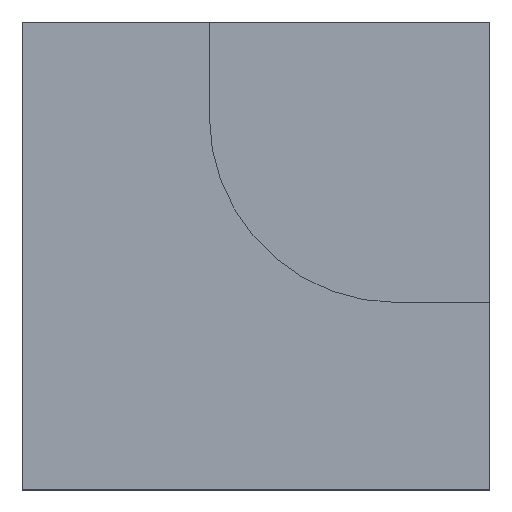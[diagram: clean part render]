
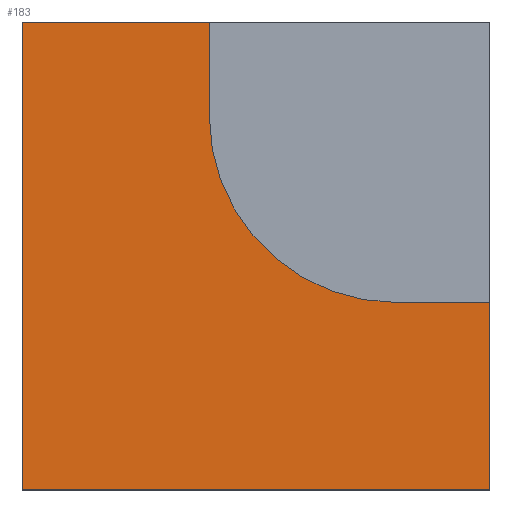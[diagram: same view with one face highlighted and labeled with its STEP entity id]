
A CAD part, top view. The second image highlights one B-rep face of the part: STEP entity #183.
In plain terms, the highlighted planar face has unit normal (0, 0, 1).
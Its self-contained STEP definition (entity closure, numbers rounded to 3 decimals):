
#18=PLANE('',#209);
#28=FACE_OUTER_BOUND('',#38,.T.);
#38=EDGE_LOOP('',(#147,#148,#149,#150,#151,#152,#153));
#50=LINE('',#283,#72);
#53=LINE('',#288,#75);
#54=LINE('',#291,#76);
#55=LINE('',#293,#77);
#56=LINE('',#295,#78);
#57=LINE('',#296,#79);
#72=VECTOR('',#233,10.);
#75=VECTOR('',#238,10.);
#76=VECTOR('',#241,10.);
#77=VECTOR('',#242,10.);
#78=VECTOR('',#243,10.);
#79=VECTOR('',#244,10.);
#89=CIRCLE('',#205,20.);
#92=VERTEX_POINT('',#268);
#93=VERTEX_POINT('',#270);
#97=VERTEX_POINT('',#282);
#98=VERTEX_POINT('',#286);
#99=VERTEX_POINT('',#290);
#100=VERTEX_POINT('',#292);
#101=VERTEX_POINT('',#294);
#108=EDGE_CURVE('',#92,#93,#89,.T.);
#114=EDGE_CURVE('',#97,#93,#50,.T.);
#117=EDGE_CURVE('',#92,#98,#53,.T.);
#118=EDGE_CURVE('',#98,#99,#54,.T.);
#119=EDGE_CURVE('',#99,#100,#55,.T.);
#120=EDGE_CURVE('',#100,#101,#56,.T.);
#121=EDGE_CURVE('',#101,#97,#57,.T.);
#147=ORIENTED_EDGE('',*,*,#114,.T.);
#148=ORIENTED_EDGE('',*,*,#108,.F.);
#149=ORIENTED_EDGE('',*,*,#117,.T.);
#150=ORIENTED_EDGE('',*,*,#118,.T.);
#151=ORIENTED_EDGE('',*,*,#119,.T.);
#152=ORIENTED_EDGE('',*,*,#120,.T.);
#153=ORIENTED_EDGE('',*,*,#121,.T.);
#183=ADVANCED_FACE('',(#28),#18,.T.);
#205=AXIS2_PLACEMENT_3D('',#271,#222,#223);
#209=AXIS2_PLACEMENT_3D('',#289,#239,#240);
#222=DIRECTION('center_axis',(0.,0.,1.));
#223=DIRECTION('ref_axis',(-0.707,-0.707,0.));
#233=DIRECTION('',(-1.,0.,0.));
#238=DIRECTION('',(0.,1.,0.));
#239=DIRECTION('center_axis',(0.,0.,1.));
#240=DIRECTION('ref_axis',(1.,0.,0.));
#241=DIRECTION('',(-1.,0.,0.));
#242=DIRECTION('',(0.,-1.,0.));
#243=DIRECTION('',(1.,0.,0.));
#244=DIRECTION('',(0.,1.,0.));
#268=CARTESIAN_POINT('',(20.,40.,30.));
#270=CARTESIAN_POINT('',(40.,20.,30.));
#271=CARTESIAN_POINT('Origin',(40.,40.,30.));
#282=CARTESIAN_POINT('',(50.,20.,30.));
#283=CARTESIAN_POINT('',(37.5,20.,30.));
#286=CARTESIAN_POINT('',(20.,50.,30.));
#288=CARTESIAN_POINT('',(20.,22.5,30.));
#289=CARTESIAN_POINT('Origin',(25.,25.,30.));
#290=CARTESIAN_POINT('',(0.,50.,30.));
#291=CARTESIAN_POINT('',(0.,50.,30.));
#292=CARTESIAN_POINT('',(0.,0.,30.));
#293=CARTESIAN_POINT('',(0.,0.,30.));
#294=CARTESIAN_POINT('',(50.,0.,30.));
#295=CARTESIAN_POINT('',(50.,0.,30.));
#296=CARTESIAN_POINT('',(50.,50.,30.));
